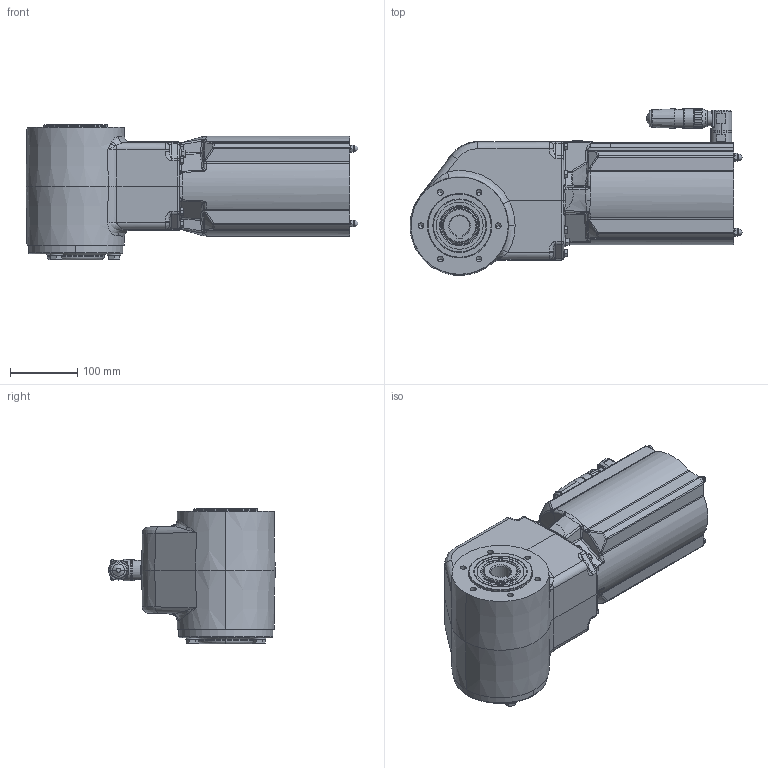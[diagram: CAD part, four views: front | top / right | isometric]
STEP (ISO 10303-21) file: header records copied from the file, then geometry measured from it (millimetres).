
FILE_DESCRIPTION((''),'2;1');
FILE_NAME('178G6013_HUELLE_SW0001','2014-10-23T',('t.klippstein'),(''),'PRO/ENGINEER BY PARAMETRIC TECHNOLOGY CORPORATION, 2013230','PRO/ENGINEER BY PARAMETRIC TECHNOLOGY CORPORATION, 2013230','');
FILE_SCHEMA(('AUTOMOTIVE_DESIGN { 1 0 10303 214 1 1 1 1 }'));
Length unit declared in the file: millimetre
Products named in the file (1): 178G6013_HUELLE_SW0001
Bounding box: 494.97 x 248.61 x 202.5 mm (x, y, z)
Volume: 10372993.8 mm3; surface area: 393813.7 mm2
Topology: 1 solids, 3 shells, 1129 faces, 2703 edges, 1616 vertices
Faces by surface type: plane 325, cylinder 254, cone 233, bspline 225, torus 68, sphere 24
Entity records: 57099 total; most frequent: CARTESIAN_POINT 24014, ORIENTED_EDGE 5366, DIRECTION 4657, EDGE_CURVE 2683, AXIS2_PLACEMENT_3D 1903, VERTEX_POINT 1616, FILL_AREA_STYLE_COLOUR 1278, FILL_AREA_STYLE 1278
